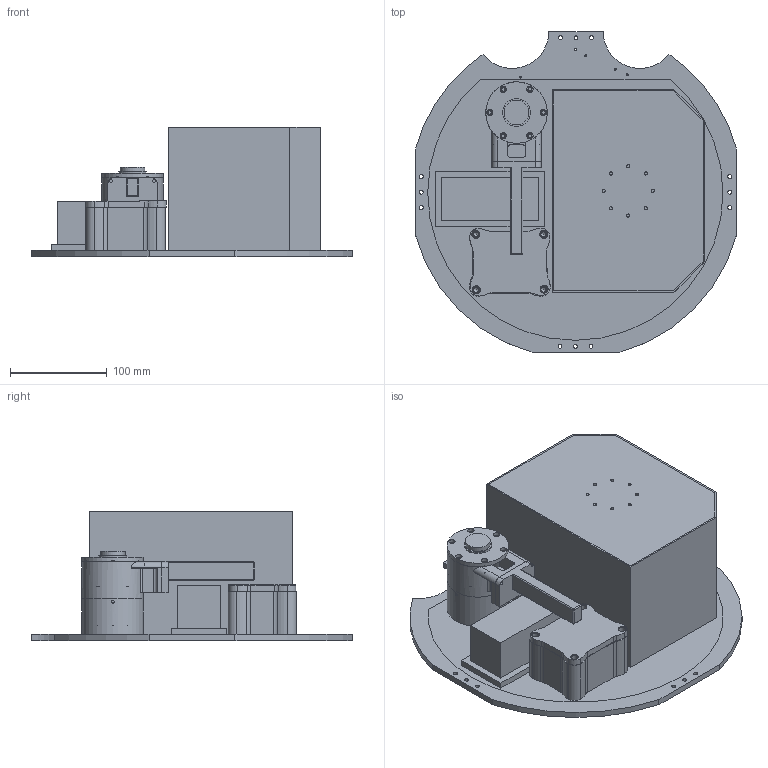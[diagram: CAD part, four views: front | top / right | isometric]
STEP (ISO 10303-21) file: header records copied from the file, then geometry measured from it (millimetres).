
FILE_DESCRIPTION(/* description */ (''),/* implementation_level */ '2;1');
FILE_NAME(/* name */ 'platelayoutv3.stp',/* time_stamp */ '2017-10-31T15:47:25-04:00',/* author */ (''),/* organization */ (''),/* preprocessor_version */ 'ST-DEVELOPER v16',/* originating_system */ 'SIEMENS PLM Software NX 11.0',/* authorisation */ '');
FILE_SCHEMA (('AUTOMOTIVE_DESIGN { 1 0 10303 214 3 1 1 1 }'));
Length unit declared in the file: inch
Products named in the file (21): bearing holder; tubeholderbase2; Waterproof Quick Connect209; Electronics Housing210; Electronics Cover211; End Effector V2; Motor End Cover; Motor End Housing Pitch; Central Housing; test_tube; slide rod; rod_holder; newerbox; new sunshade; PayloadSA218; BasePlate (1); Electronics Box v1220; SCAMP To Scale221; tubeholder; shakerwithrods; platelayoutv3_stp
Assembly tree (28 placements, depth 4):
  platelayoutv3_stp
    shakerwithrods  x2
      rod_holder
      slide rod
      test_tube
      tubeholder
        tubeholderbase2
        bearing holder  x4
    SCAMP To Scale221
      Central Housing
      Motor End Housing Pitch
      Motor End Cover
      End Effector V2
    BasePlate (1)
    PayloadSA218
    Electronics Box v1220
      Electronics Cover211
      Electronics Housing210
      Waterproof Quick Connect209
    new sunshade
    newerbox
Bounding box: 331.22 x 331.22 x 133.35 mm (x, y, z)
Volume: 1618888.5 mm3; surface area: 831002.7 mm2
Topology: 34 solids, 34 shells, 762 faces, 1865 edges, 1249 vertices
Faces by surface type: plane 375, cylinder 353, cone 20, sphere 4, extrusion 4, torus 3, revolution 3
Full cylindrical faces by diameter (mm): 1.7 x2, 2.032 x5, 2.383 x12, 2.845 x19, 2.921 x4, 3.048 x9, 3.175 x8, 3.454 x6, 3.7 x8, 3.734 x6, 4.064 x18, 5.105 x4, 5.715 x6, 6.096 x1, 6.35 x4, 6.502 x6, 6.731 x8, 6.746 x4, 7.112 x4, 8.636 x12, 9.652 x4, 9.804 x4, 12.7 x16, 13.411 x8, 17.78 x8, 19.05 x8, 20 x1, 25.4 x1, 28.575 x1, 37.973 x1
Entity records: 16669 total; most frequent: CARTESIAN_POINT 3081, DIRECTION 2909, ORIENTED_EDGE 2308, AXIS2_PLACEMENT_3D 1182, EDGE_CURVE 1154, EDGE_LOOP 923, VERTEX_POINT 863, FACE_BOUND 613
